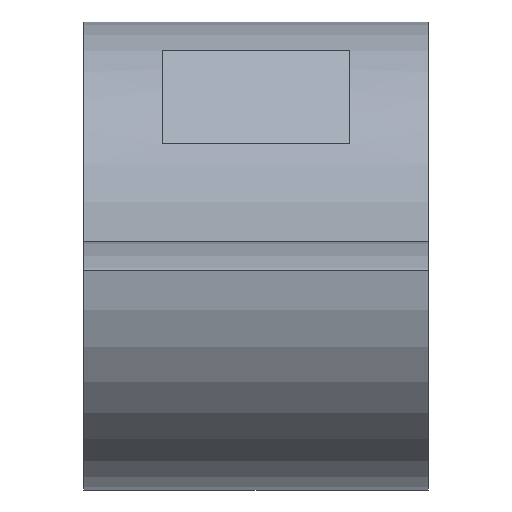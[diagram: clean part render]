
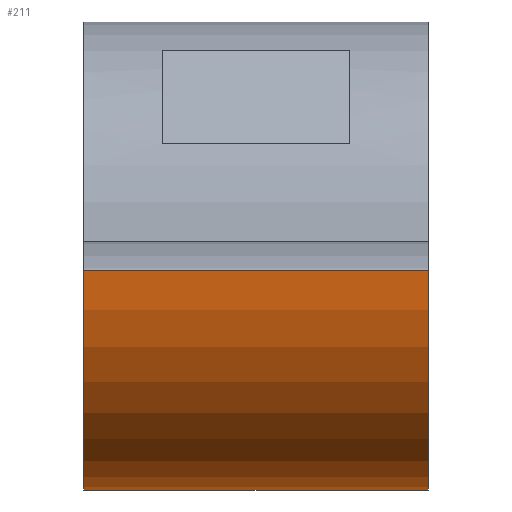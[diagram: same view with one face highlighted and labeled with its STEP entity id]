
A CAD part, left-side view. The second image highlights one B-rep face of the part: STEP entity #211.
In plain terms, the highlighted cylindrical face has radius 7.938 mm (diameter 15.875 mm), a partial arc.
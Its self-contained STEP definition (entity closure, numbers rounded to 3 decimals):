
#55 = AXIS2_PLACEMENT_3D ( 'NONE', #661, #518, #135 ) ;
#110 = VECTOR ( 'NONE', #401, 1000. ) ;
#123 = VERTEX_POINT ( 'NONE', #540 ) ;
#131 = LINE ( 'NONE', #234, #343 ) ;
#134 = CIRCLE ( 'NONE', #780, 7.938 ) ;
#135 = DIRECTION ( 'NONE',  ( 0., 0., 1. ) ) ;
#164 = DIRECTION ( 'NONE',  ( 0., 1., 0. ) ) ;
#174 = FACE_OUTER_BOUND ( 'NONE', #267, .T. ) ;
#175 = CARTESIAN_POINT ( 'NONE',  ( 0., -5.842, 0. ) ) ;
#193 = DIRECTION ( 'NONE',  ( 0., 1., 0. ) ) ;
#211 = ADVANCED_FACE ( 'NONE', ( #174 ), #328, .T. ) ;
#217 = DIRECTION ( 'NONE',  ( 0., 0., 1. ) ) ;
#224 = EDGE_CURVE ( 'NONE', #300, #636, #131, .T. ) ;
#228 = LINE ( 'NONE', #577, #110 ) ;
#234 = CARTESIAN_POINT ( 'NONE',  ( -7.921, -5.842, -0.508 ) ) ;
#267 = EDGE_LOOP ( 'NONE', ( #444, #413, #400, #339 ) ) ;
#300 = VERTEX_POINT ( 'NONE', #502 ) ;
#328 = CYLINDRICAL_SURFACE ( 'NONE', #55, 7.938 ) ;
#332 = EDGE_CURVE ( 'NONE', #123, #636, #839, .T. ) ;
#339 = ORIENTED_EDGE ( 'NONE', *, *, #332, .F. ) ;
#343 = VECTOR ( 'NONE', #193, 1000. ) ;
#400 = ORIENTED_EDGE ( 'NONE', *, *, #224, .T. ) ;
#401 = DIRECTION ( 'NONE',  ( 0., 1., 0. ) ) ;
#413 = ORIENTED_EDGE ( 'NONE', *, *, #606, .T. ) ;
#444 = ORIENTED_EDGE ( 'NONE', *, *, #547, .F. ) ;
#463 = DIRECTION ( 'NONE',  ( 0., 0., 1. ) ) ;
#502 = CARTESIAN_POINT ( 'NONE',  ( -7.921, -5.842, -0.508 ) ) ;
#518 = DIRECTION ( 'NONE',  ( 0., 1., 0. ) ) ;
#528 = CARTESIAN_POINT ( 'NONE',  ( 0., -5.842, -7.938 ) ) ;
#540 = CARTESIAN_POINT ( 'NONE',  ( 0., 5.842, -7.938 ) ) ;
#547 = EDGE_CURVE ( 'NONE', #656, #123, #228, .T. ) ;
#577 = CARTESIAN_POINT ( 'NONE',  ( 0., -5.842, -7.938 ) ) ;
#593 = CARTESIAN_POINT ( 'NONE',  ( -7.921, 5.842, -0.508 ) ) ;
#606 = EDGE_CURVE ( 'NONE', #656, #300, #134, .T. ) ;
#636 = VERTEX_POINT ( 'NONE', #593 ) ;
#656 = VERTEX_POINT ( 'NONE', #528 ) ;
#661 = CARTESIAN_POINT ( 'NONE',  ( 0., -5.842, 0. ) ) ;
#756 = AXIS2_PLACEMENT_3D ( 'NONE', #856, #851, #463 ) ;
#780 = AXIS2_PLACEMENT_3D ( 'NONE', #175, #164, #217 ) ;
#839 = CIRCLE ( 'NONE', #756, 7.938 ) ;
#851 = DIRECTION ( 'NONE',  ( 0., 1., 0. ) ) ;
#856 = CARTESIAN_POINT ( 'NONE',  ( 0., 5.842, 0. ) ) ;
